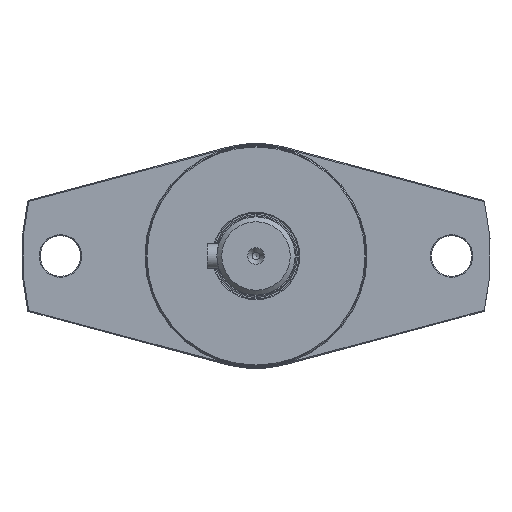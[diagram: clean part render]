
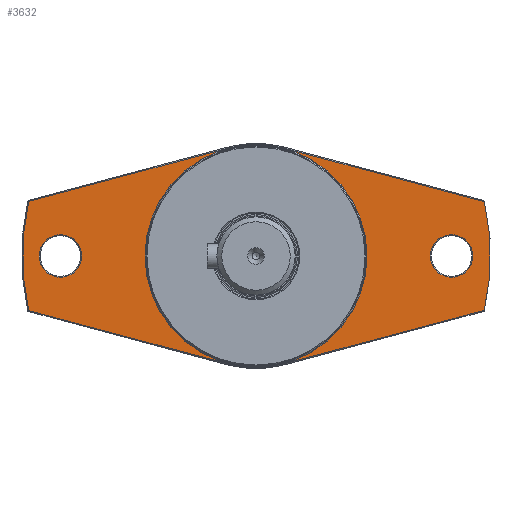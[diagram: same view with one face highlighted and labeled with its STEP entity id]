
A CAD part, left-side view. The second image highlights one B-rep face of the part: STEP entity #3632.
In plain terms, the highlighted planar face has unit normal (-1, 0, 0).
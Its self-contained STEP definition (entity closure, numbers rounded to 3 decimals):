
#3184=CARTESIAN_POINT('',(44.,46.481,11.15));
#3185=VERTEX_POINT('',#3184);
#3332=CARTESIAN_POINT('',(44.,46.481,-11.15));
#3333=VERTEX_POINT('',#3332);
#3334=CARTESIAN_POINT('',(44.,0.,0.0));
#3335=DIRECTION('',(1.0,0.0,0.0));
#3336=DIRECTION('',(0.0,1.0,0.0));
#3337=AXIS2_PLACEMENT_3D('',#3334,#3335,#3336);
#3338=CIRCLE('',#3337,47.8);
#3339=EDGE_CURVE('',#3333,#3185,#3338,.T.);
#3374=CARTESIAN_POINT('',(44.,-5.901,22.023));
#3375=VERTEX_POINT('',#3374);
#3382=CARTESIAN_POINT('',(44.0,-46.701,11.091));
#3383=VERTEX_POINT('',#3382);
#3384=CARTESIAN_POINT('',(44.,-5.901,22.023));
#3385=DIRECTION('',(0.,-0.966,-0.259));
#3386=VECTOR('',#3385,42.239);
#3387=LINE('',#3384,#3386);
#3388=EDGE_CURVE('',#3375,#3383,#3387,.T.);
#3408=CARTESIAN_POINT('',(44.,5.901,22.023));
#3409=VERTEX_POINT('',#3408);
#3416=CARTESIAN_POINT('',(44.,0.,0.0));
#3417=DIRECTION('',(1.0,0.0,0.0));
#3418=DIRECTION('',(0.0,1.0,0.0));
#3419=AXIS2_PLACEMENT_3D('',#3416,#3417,#3418);
#3420=CIRCLE('',#3419,22.8);
#3421=EDGE_CURVE('',#3409,#3375,#3420,.T.);
#3447=CARTESIAN_POINT('',(44.,46.481,11.15));
#3448=DIRECTION('',(0.,-0.966,0.259));
#3449=VECTOR('',#3448,42.012);
#3450=LINE('',#3447,#3449);
#3451=EDGE_CURVE('',#3185,#3409,#3450,.T.);
#3495=CARTESIAN_POINT('',(44.,5.901,-22.023));
#3496=VERTEX_POINT('',#3495);
#3503=CARTESIAN_POINT('',(44.,5.901,-22.023));
#3504=DIRECTION('',(0.0,0.966,0.259));
#3505=VECTOR('',#3504,42.012);
#3506=LINE('',#3503,#3505);
#3507=EDGE_CURVE('',#3496,#3333,#3506,.T.);
#3520=CARTESIAN_POINT('',(44.,-5.901,-22.023));
#3521=VERTEX_POINT('',#3520);
#3528=CARTESIAN_POINT('',(44.,0.,0.0));
#3529=DIRECTION('',(1.0,0.0,0.0));
#3530=DIRECTION('',(0.0,1.0,0.0));
#3531=AXIS2_PLACEMENT_3D('',#3528,#3529,#3530);
#3532=CIRCLE('',#3531,22.8);
#3533=EDGE_CURVE('',#3521,#3496,#3532,.T.);
#3553=CARTESIAN_POINT('',(44.,-46.701,-11.091));
#3554=VERTEX_POINT('',#3553);
#3562=CARTESIAN_POINT('',(44.,-46.701,-11.091));
#3563=DIRECTION('',(0.,0.966,-0.259));
#3564=VECTOR('',#3563,42.239);
#3565=LINE('',#3562,#3564);
#3566=EDGE_CURVE('',#3554,#3521,#3565,.T.);
#3578=CARTESIAN_POINT('',(44.,35.25,0.0));
#3579=DIRECTION('',(-1.0,0.0,0.0));
#3580=DIRECTION('',(0.0,0.0,1.0));
#3581=AXIS2_PLACEMENT_3D('',#3578,#3579,#3580);
#3582=PLANE('',#3581);
#3583=ORIENTED_EDGE('',*,*,#3388,.F.);
#3584=ORIENTED_EDGE('',*,*,#3421,.F.);
#3585=ORIENTED_EDGE('',*,*,#3451,.F.);
#3586=ORIENTED_EDGE('',*,*,#3339,.F.);
#3587=ORIENTED_EDGE('',*,*,#3507,.F.);
#3588=ORIENTED_EDGE('',*,*,#3533,.F.);
#3589=ORIENTED_EDGE('',*,*,#3566,.F.);
#3590=CARTESIAN_POINT('',(44.,0.,0.0));
#3591=DIRECTION('',(1.0,0.0,0.0));
#3592=DIRECTION('',(0.0,1.0,0.0));
#3593=AXIS2_PLACEMENT_3D('',#3590,#3591,#3592);
#3594=CIRCLE('',#3593,48.);
#3595=EDGE_CURVE('',#3383,#3554,#3594,.T.);
#3596=ORIENTED_EDGE('',*,*,#3595,.F.);
#3597=EDGE_LOOP('',(#3583,#3584,#3585,#3586,#3587,#3588,#3589,#3596));
#3598=FACE_OUTER_BOUND('',#3597,.T.);
#3599=CARTESIAN_POINT('',(44.0,-40.,4.35));
#3600=VERTEX_POINT('',#3599);
#3601=CARTESIAN_POINT('',(44.0,-40.,0.));
#3602=DIRECTION('',(-1.0,0.0,0.0));
#3603=DIRECTION('',(0.0,0.0,-1.0));
#3604=AXIS2_PLACEMENT_3D('',#3601,#3602,#3603);
#3605=CIRCLE('',#3604,4.35);
#3606=EDGE_CURVE('',#3600,#3600,#3605,.T.);
#3607=ORIENTED_EDGE('',*,*,#3606,.F.);
#3608=EDGE_LOOP('',(#3607));
#3609=FACE_BOUND('',#3608,.T.);
#3610=CARTESIAN_POINT('',(44.,22.7,0.));
#3611=VERTEX_POINT('',#3610);
#3612=CARTESIAN_POINT('',(44.,0.,0.0));
#3613=DIRECTION('',(-1.0,0.0,0.0));
#3614=DIRECTION('',(0.0,-1.0,0.0));
#3615=AXIS2_PLACEMENT_3D('',#3612,#3613,#3614);
#3616=CIRCLE('',#3615,22.7);
#3617=EDGE_CURVE('',#3611,#3611,#3616,.T.);
#3618=ORIENTED_EDGE('',*,*,#3617,.F.);
#3619=EDGE_LOOP('',(#3618));
#3620=FACE_BOUND('',#3619,.T.);
#3621=CARTESIAN_POINT('',(44.,40.,4.35));
#3622=VERTEX_POINT('',#3621);
#3623=CARTESIAN_POINT('',(44.,40.,0.));
#3624=DIRECTION('',(-1.0,0.0,0.0));
#3625=DIRECTION('',(0.0,0.0,-1.0));
#3626=AXIS2_PLACEMENT_3D('',#3623,#3624,#3625);
#3627=CIRCLE('',#3626,4.35);
#3628=EDGE_CURVE('',#3622,#3622,#3627,.T.);
#3629=ORIENTED_EDGE('',*,*,#3628,.F.);
#3630=EDGE_LOOP('',(#3629));
#3631=FACE_BOUND('',#3630,.T.);
#3632=ADVANCED_FACE('',(#3598,#3609,#3620,#3631),#3582,.T.);
